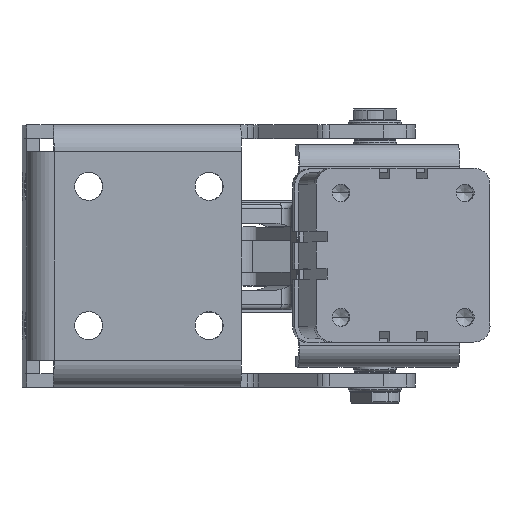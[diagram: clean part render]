
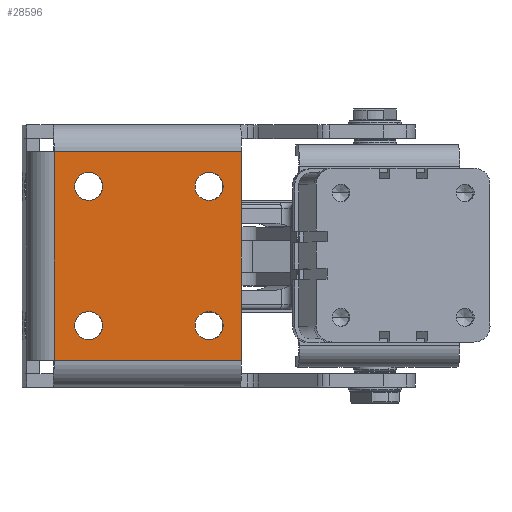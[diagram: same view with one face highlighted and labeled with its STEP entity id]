
A CAD part, top view. The second image highlights one B-rep face of the part: STEP entity #28596.
In plain terms, the highlighted planar face has unit normal (0.025, 0, 1).
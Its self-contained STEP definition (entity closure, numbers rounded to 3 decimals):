
#13427=CARTESIAN_POINT('',(114.34,192.081,167.654));
#13428=VERTEX_POINT('',#13427);
#13437=CARTESIAN_POINT('',(114.34,181.581,167.654));
#13438=VERTEX_POINT('',#13437);
#13439=CARTESIAN_POINT('',(114.34,186.831,167.654));
#13440=DIRECTION('',(-0.025,0.,-1.));
#13441=DIRECTION('',(0.,1.0,0.));
#13442=AXIS2_PLACEMENT_3D('',#13439,#13440,#13441);
#13443=CIRCLE('',#13442,5.25);
#13444=EDGE_CURVE('',#13438,#13428,#13443,.T.);
#13499=CARTESIAN_POINT('',(114.34,244.081,167.654));
#13500=VERTEX_POINT('',#13499);
#13509=CARTESIAN_POINT('',(114.34,233.581,167.654));
#13510=VERTEX_POINT('',#13509);
#13511=CARTESIAN_POINT('',(114.34,238.831,167.654));
#13512=DIRECTION('',(-0.025,0.,-1.));
#13513=DIRECTION('',(0.,1.0,0.));
#13514=AXIS2_PLACEMENT_3D('',#13511,#13512,#13513);
#13515=CIRCLE('',#13514,5.25);
#13516=EDGE_CURVE('',#13510,#13500,#13515,.T.);
#13571=CARTESIAN_POINT('',(159.326,192.081,166.542));
#13572=VERTEX_POINT('',#13571);
#13581=CARTESIAN_POINT('',(159.326,181.581,166.542));
#13582=VERTEX_POINT('',#13581);
#13583=CARTESIAN_POINT('',(159.326,186.831,166.542));
#13584=DIRECTION('',(-0.025,0.,-1.));
#13585=DIRECTION('',(0.,1.0,0.));
#13586=AXIS2_PLACEMENT_3D('',#13583,#13584,#13585);
#13587=CIRCLE('',#13586,5.25);
#13588=EDGE_CURVE('',#13582,#13572,#13587,.T.);
#13643=CARTESIAN_POINT('',(159.326,244.081,166.542));
#13644=VERTEX_POINT('',#13643);
#13653=CARTESIAN_POINT('',(159.326,233.581,166.542));
#13654=VERTEX_POINT('',#13653);
#13655=CARTESIAN_POINT('',(159.326,238.831,166.542));
#13656=DIRECTION('',(-0.025,0.,-1.));
#13657=DIRECTION('',(0.,1.0,0.));
#13658=AXIS2_PLACEMENT_3D('',#13655,#13656,#13657);
#13659=CIRCLE('',#13658,5.25);
#13660=EDGE_CURVE('',#13654,#13644,#13659,.T.);
#27839=CARTESIAN_POINT('',(159.326,238.831,166.542));
#27840=DIRECTION('',(-0.025,0.,-1.));
#27841=DIRECTION('',(0.,1.0,0.));
#27842=AXIS2_PLACEMENT_3D('',#27839,#27840,#27841);
#27843=CIRCLE('',#27842,5.25);
#27844=EDGE_CURVE('',#13644,#13654,#27843,.T.);
#27891=CARTESIAN_POINT('',(159.326,186.831,166.542));
#27892=DIRECTION('',(-0.025,0.,-1.));
#27893=DIRECTION('',(0.,1.0,0.));
#27894=AXIS2_PLACEMENT_3D('',#27891,#27892,#27893);
#27895=CIRCLE('',#27894,5.25);
#27896=EDGE_CURVE('',#13572,#13582,#27895,.T.);
#27943=CARTESIAN_POINT('',(114.34,238.831,167.654));
#27944=DIRECTION('',(-0.025,0.,-1.));
#27945=DIRECTION('',(0.,1.0,0.));
#27946=AXIS2_PLACEMENT_3D('',#27943,#27944,#27945);
#27947=CIRCLE('',#27946,5.25);
#27948=EDGE_CURVE('',#13500,#13510,#27947,.T.);
#27995=CARTESIAN_POINT('',(114.34,186.831,167.654));
#27996=DIRECTION('',(-0.025,0.,-1.));
#27997=DIRECTION('',(0.,1.0,0.));
#27998=AXIS2_PLACEMENT_3D('',#27995,#27996,#27997);
#27999=CIRCLE('',#27998,5.25);
#28000=EDGE_CURVE('',#13428,#13438,#27999,.T.);
#28163=CARTESIAN_POINT('',(101.344,251.831,167.975));
#28164=VERTEX_POINT('',#28163);
#28188=CARTESIAN_POINT('',(101.344,173.831,167.975));
#28189=VERTEX_POINT('',#28188);
#28274=CARTESIAN_POINT('',(101.344,251.831,167.975));
#28275=DIRECTION('',(0.,-1.0,0.));
#28276=VECTOR('',#28275,78.);
#28277=LINE('',#28274,#28276);
#28278=EDGE_CURVE('',#28164,#28189,#28277,.T.);
#28530=CARTESIAN_POINT('',(171.323,251.831,166.246));
#28531=VERTEX_POINT('',#28530);
#28548=CARTESIAN_POINT('',(171.323,251.831,166.246));
#28549=DIRECTION('',(-1.,0.,0.025));
#28550=VECTOR('',#28549,70.);
#28551=LINE('',#28548,#28550);
#28552=EDGE_CURVE('',#28531,#28164,#28551,.T.);
#28557=CARTESIAN_POINT('',(172.322,212.831,166.221));
#28558=DIRECTION('',(-0.025,0.,-1.));
#28559=DIRECTION('',(0.,1.0,0.));
#28560=AXIS2_PLACEMENT_3D('',#28557,#28558,#28559);
#28561=PLANE('',#28560);
#28562=CARTESIAN_POINT('',(171.323,173.831,166.246));
#28563=VERTEX_POINT('',#28562);
#28564=CARTESIAN_POINT('',(171.323,173.831,166.246));
#28565=DIRECTION('',(0.,1.0,0.));
#28566=VECTOR('',#28565,78.);
#28567=LINE('',#28564,#28566);
#28568=EDGE_CURVE('',#28563,#28531,#28567,.T.);
#28569=ORIENTED_EDGE('',*,*,#28568,.T.);
#28570=ORIENTED_EDGE('',*,*,#28552,.T.);
#28571=ORIENTED_EDGE('',*,*,#28278,.T.);
#28572=CARTESIAN_POINT('',(101.344,173.831,167.975));
#28573=DIRECTION('',(1.,0.,-0.025));
#28574=VECTOR('',#28573,70.);
#28575=LINE('',#28572,#28574);
#28576=EDGE_CURVE('',#28189,#28563,#28575,.T.);
#28577=ORIENTED_EDGE('',*,*,#28576,.T.);
#28578=EDGE_LOOP('',(#28569,#28570,#28571,#28577));
#28579=FACE_OUTER_BOUND('',#28578,.T.);
#28580=ORIENTED_EDGE('',*,*,#13444,.T.);
#28581=ORIENTED_EDGE('',*,*,#28000,.T.);
#28582=EDGE_LOOP('',(#28580,#28581));
#28583=FACE_BOUND('',#28582,.T.);
#28584=ORIENTED_EDGE('',*,*,#13516,.T.);
#28585=ORIENTED_EDGE('',*,*,#27948,.T.);
#28586=EDGE_LOOP('',(#28584,#28585));
#28587=FACE_BOUND('',#28586,.T.);
#28588=ORIENTED_EDGE('',*,*,#13588,.T.);
#28589=ORIENTED_EDGE('',*,*,#27896,.T.);
#28590=EDGE_LOOP('',(#28588,#28589));
#28591=FACE_BOUND('',#28590,.T.);
#28592=ORIENTED_EDGE('',*,*,#13660,.T.);
#28593=ORIENTED_EDGE('',*,*,#27844,.T.);
#28594=EDGE_LOOP('',(#28592,#28593));
#28595=FACE_BOUND('',#28594,.T.);
#28596=ADVANCED_FACE('',(#28579,#28583,#28587,#28591,#28595),#28561,.F.);
